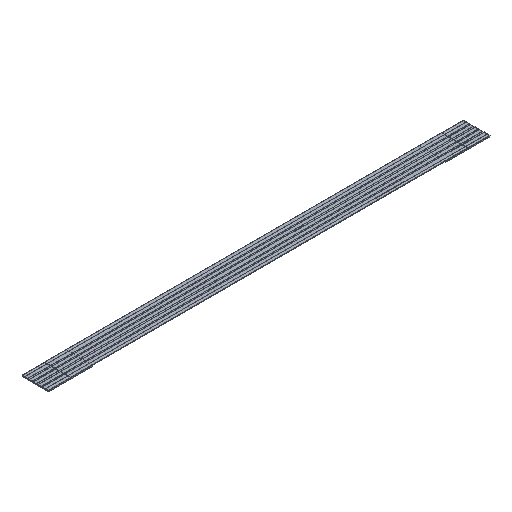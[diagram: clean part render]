
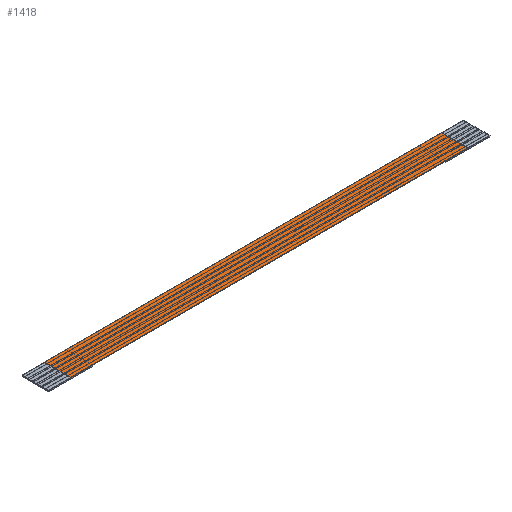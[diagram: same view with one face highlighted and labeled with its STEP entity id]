
A CAD part, isometric view. The second image highlights one B-rep face of the part: STEP entity #1418.
In plain terms, the highlighted planar face has unit normal (0, 0, 1).
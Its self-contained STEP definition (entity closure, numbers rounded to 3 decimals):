
#299=ORIENTED_EDGE('',*,*,#427,.T.);
#300=ORIENTED_EDGE('',*,*,#462,.F.);
#301=ORIENTED_EDGE('',*,*,#424,.F.);
#302=ORIENTED_EDGE('',*,*,#461,.T.);
#424=EDGE_CURVE('',#547,#548,#658,.T.);
#427=EDGE_CURVE('',#550,#549,#661,.T.);
#461=EDGE_CURVE('',#547,#550,#695,.T.);
#462=EDGE_CURVE('',#548,#549,#696,.T.);
#547=VERTEX_POINT('',#1942);
#548=VERTEX_POINT('',#1944);
#549=VERTEX_POINT('',#1948);
#550=VERTEX_POINT('',#1950);
#658=LINE('',#1943,#804);
#661=LINE('',#1949,#807);
#695=LINE('',#2009,#841);
#696=LINE('',#2011,#842);
#804=VECTOR('',#1631,1000.);
#807=VECTOR('',#1636,1000.);
#841=VECTOR('',#1720,1000.);
#842=VECTOR('',#1723,1000.);
#891=EDGE_LOOP('',(#299,#300,#301,#302));
#941=FACE_BOUND('',#891,.T.);
#991=PLANE('',#1475);
#1418=ADVANCED_FACE('',(#941),#991,.F.);
#1475=AXIS2_PLACEMENT_3D('',#2010,#1721,#1722);
#1631=DIRECTION('',(1.,0.,0.));
#1636=DIRECTION('',(1.,0.,0.));
#1720=DIRECTION('',(0.,-1.,0.));
#1721=DIRECTION('',(0.,0.,-1.));
#1722=DIRECTION('',(-1.,0.,0.));
#1723=DIRECTION('',(0.,-1.,0.));
#1942=CARTESIAN_POINT('',(-45.,3.,0.138));
#1943=CARTESIAN_POINT('',(-45.,3.,0.138));
#1944=CARTESIAN_POINT('',(45.,3.,0.138));
#1948=CARTESIAN_POINT('',(45.,-3.,0.138));
#1949=CARTESIAN_POINT('',(-45.,-3.,0.138));
#1950=CARTESIAN_POINT('',(-45.,-3.,0.138));
#2009=CARTESIAN_POINT('',(-45.,3.,0.138));
#2010=CARTESIAN_POINT('',(-45.,3.,0.138));
#2011=CARTESIAN_POINT('',(45.,3.,0.138));
